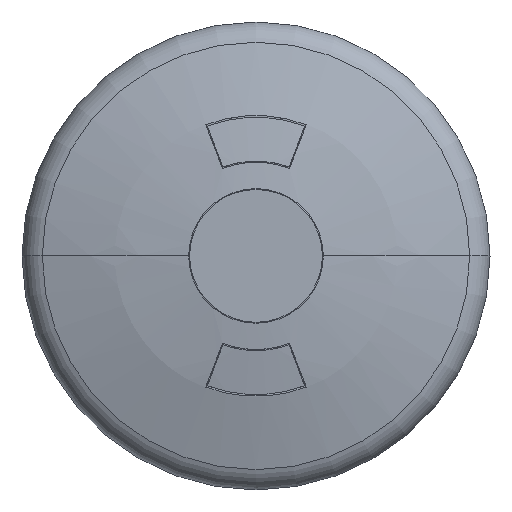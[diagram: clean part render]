
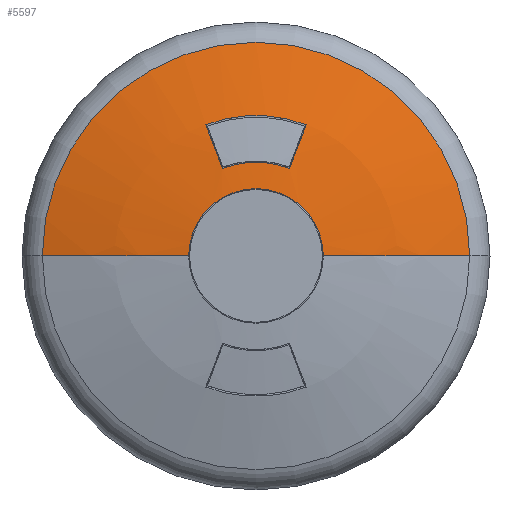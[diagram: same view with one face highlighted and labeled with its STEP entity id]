
A CAD part, top view. The second image highlights one B-rep face of the part: STEP entity #5597.
In plain terms, the highlighted spherical face has radius 60 mm.
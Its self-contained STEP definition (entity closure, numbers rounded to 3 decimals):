
#4592=CARTESIAN_POINT('',(-50.024,0.,0.));
#4593=DIRECTION('',(0.,1.,0.));
#4594=DIRECTION('',(0.953,0.,0.304));
#4595=AXIS2_PLACEMENT_3D('',#4592,#4593,#4594);
#4597=CARTESIAN_POINT('',(-50.024,0.,0.));
#4598=DIRECTION('',(0.,-1.,0.));
#4599=DIRECTION('',(0.953,0.,-0.304));
#4600=AXIS2_PLACEMENT_3D('',#4597,#4598,#4599);
#4617=CARTESIAN_POINT('',(7.13,0.,0.));
#4618=DIRECTION('',(-1.,0.,0.));
#4619=DIRECTION('',(0.,0.,1.));
#4620=AXIS2_PLACEMENT_3D('',#4617,#4618,#4619);
#4622=CARTESIAN_POINT('',(8.764,0.,0.));
#4623=DIRECTION('',(-1.,0.,0.));
#4624=DIRECTION('',(0.,0.934,0.358));
#4625=AXIS2_PLACEMENT_3D('',#4622,#4623,#4624);
#4627=CARTESIAN_POINT('',(9.44,0.,0.));
#4628=DIRECTION('',(-1.,0.,0.));
#4629=DIRECTION('',(0.,0.934,0.358));
#4630=AXIS2_PLACEMENT_3D('',#4627,#4628,#4629);
#4632=CARTESIAN_POINT('',(9.7,0.,0.));
#4633=DIRECTION('',(-1.,0.,0.));
#4634=DIRECTION('',(0.,0.,1.));
#4635=AXIS2_PLACEMENT_3D('',#4632,#4633,#4634);
#4718=CARTESIAN_POINT('',(-50.024,0.,0.));
#4719=DIRECTION('',(0.,-0.358,-0.934));
#4720=DIRECTION('',(0.98,0.187,-0.072));
#4721=AXIS2_PLACEMENT_3D('',#4718,#4719,#4720);
#4731=CARTESIAN_POINT('',(-50.024,0.,0.));
#4732=DIRECTION('',(0.,-0.358,0.934));
#4733=DIRECTION('',(0.991,0.124,0.048));
#4734=AXIS2_PLACEMENT_3D('',#4731,#4732,#4733);
#4827=CARTESIAN_POINT('',(7.13,0.,18.261));
#4828=CARTESIAN_POINT('',(9.7,0.,5.75));
#4829=VERTEX_POINT('',#4827);
#4830=VERTEX_POINT('',#4828);
#4851=CARTESIAN_POINT('',(7.13,0.,-18.261));
#4852=CARTESIAN_POINT('',(9.7,0.,-5.75));
#4853=VERTEX_POINT('',#4851);
#4854=VERTEX_POINT('',#4852);
#4915=CARTESIAN_POINT('',(8.764,11.203,4.3));
#4916=CARTESIAN_POINT('',(8.764,11.203,-4.3));
#4917=VERTEX_POINT('',#4915);
#4918=VERTEX_POINT('',#4916);
#4919=CARTESIAN_POINT('',(9.44,7.469,-2.867));
#4920=VERTEX_POINT('',#4919);
#4921=CARTESIAN_POINT('',(9.44,7.469,2.867));
#4922=VERTEX_POINT('',#4921);
#5575=CARTESIAN_POINT('',(-50.024,0.,0.));
#5576=DIRECTION('',(-1.,0.,0.));
#5577=DIRECTION('',(0.,0.,-1.));
#5578=AXIS2_PLACEMENT_3D('',#5575,#5576,#5577);
#5579=SPHERICAL_SURFACE('',#5578,60.);
#5580=ORIENTED_EDGE('',*,*,#5555,.F.);
#5581=ORIENTED_EDGE('',*,*,#5532,.T.);
#5582=ORIENTED_EDGE('',*,*,#5559,.T.);
#5584=ORIENTED_EDGE('',*,*,#5583,.F.);
#5585=EDGE_LOOP('',(#5580,#5581,#5582,#5584));
#5586=FACE_OUTER_BOUND('',#5585,.F.);
#5588=ORIENTED_EDGE('',*,*,#5587,.F.);
#5590=ORIENTED_EDGE('',*,*,#5589,.F.);
#5592=ORIENTED_EDGE('',*,*,#5591,.T.);
#5594=ORIENTED_EDGE('',*,*,#5593,.F.);
#5595=EDGE_LOOP('',(#5588,#5590,#5592,#5594));
#5596=FACE_BOUND('',#5595,.F.);
#4596=CIRCLE('',#4595,60.);
#4601=CIRCLE('',#4600,60.);
#4621=CIRCLE('',#4620,18.261);
#4626=CIRCLE('',#4625,12.);
#4631=CIRCLE('',#4630,8.);
#4636=CIRCLE('',#4635,5.75);
#4722=CIRCLE('',#4721,60.);
#4735=CIRCLE('',#4734,60.);
#5532=EDGE_CURVE('',#4829,#4853,#4621,.T.);
#5555=EDGE_CURVE('',#4829,#4830,#4596,.T.);
#5559=EDGE_CURVE('',#4853,#4854,#4601,.T.);
#5583=EDGE_CURVE('',#4830,#4854,#4636,.T.);
#5587=EDGE_CURVE('',#4917,#4918,#4626,.T.);
#5589=EDGE_CURVE('',#4922,#4917,#4735,.T.);
#5591=EDGE_CURVE('',#4922,#4920,#4631,.T.);
#5593=EDGE_CURVE('',#4918,#4920,#4722,.T.);
#5597=ADVANCED_FACE('',(#5586,#5596),#5579,.T.);
